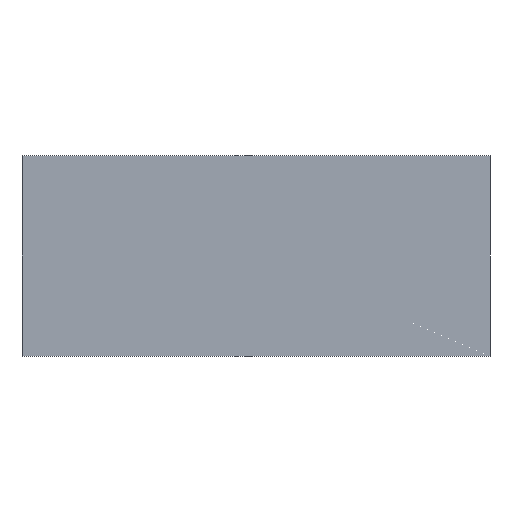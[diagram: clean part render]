
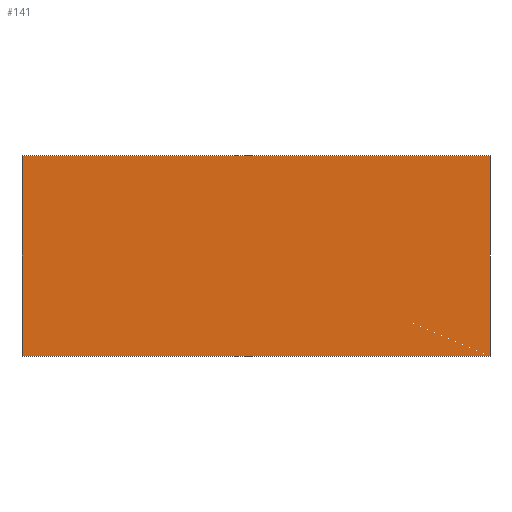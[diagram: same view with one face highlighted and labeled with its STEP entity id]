
A CAD part, front view. The second image highlights one B-rep face of the part: STEP entity #141.
In plain terms, the highlighted planar face has unit normal (0, -1, 0).
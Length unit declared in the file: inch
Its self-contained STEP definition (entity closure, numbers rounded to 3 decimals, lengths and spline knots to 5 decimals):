
#1 = CARTESIAN_POINT ( 'NONE',  ( -2.75591, 0., -1.1811 ) ) ;
#4 = LINE ( 'NONE', #16, #19 ) ;
#9 = ORIENTED_EDGE ( 'NONE', *, *, #54, .F. ) ;
#14 = CARTESIAN_POINT ( 'NONE',  ( 2.75591, 0., 1.1811 ) ) ;
#16 = CARTESIAN_POINT ( 'NONE',  ( -2.75591, 0., 1.1811 ) ) ;
#19 = VECTOR ( 'NONE', #32, 39.37008 ) ;
#20 = CARTESIAN_POINT ( 'NONE',  ( -2.75591, 0., 1.1811 ) ) ;
#25 = VERTEX_POINT ( 'NONE', #115 ) ;
#28 = DIRECTION ( 'NONE',  ( 0., 0., -1. ) ) ;
#32 = DIRECTION ( 'NONE',  ( 1., 0., 0. ) ) ;
#35 = ORIENTED_EDGE ( 'NONE', *, *, #147, .F. ) ;
#48 = CARTESIAN_POINT ( 'NONE',  ( 0., 0., 0. ) ) ;
#54 = EDGE_CURVE ( 'NONE', #186, #25, #187, .T. ) ;
#60 = CARTESIAN_POINT ( 'NONE',  ( -2.75591, 0., 1.1811 ) ) ;
#65 = DIRECTION ( 'NONE',  ( 0., 0., 1. ) ) ;
#67 = VERTEX_POINT ( 'NONE', #60 ) ;
#76 = CARTESIAN_POINT ( 'NONE',  ( 2.75591, 0., 1.1811 ) ) ;
#80 = FACE_OUTER_BOUND ( 'NONE', #139, .T. ) ;
#85 = DIRECTION ( 'NONE',  ( 0., -1., 0. ) ) ;
#91 = VERTEX_POINT ( 'NONE', #199 ) ;
#101 = AXIS2_PLACEMENT_3D ( 'NONE', #48, #85, #120 ) ;
#113 = ORIENTED_EDGE ( 'NONE', *, *, #177, .F. ) ;
#115 = CARTESIAN_POINT ( 'NONE',  ( 2.75591, 0., -1.1811 ) ) ;
#120 = DIRECTION ( 'NONE',  ( 0., 0., -1. ) ) ;
#123 = PLANE ( 'NONE',  #101 ) ;
#126 = VECTOR ( 'NONE', #65, 39.37008 ) ;
#127 = EDGE_CURVE ( 'NONE', #67, #186, #4, .T. ) ;
#128 = VECTOR ( 'NONE', #28, 39.37008 ) ;
#139 = EDGE_LOOP ( 'NONE', ( #9, #188, #35, #113 ) ) ;
#140 = VECTOR ( 'NONE', #156, 39.37008 ) ;
#141 = ADVANCED_FACE ( 'NONE', ( #80 ), #123, .T. ) ;
#147 = EDGE_CURVE ( 'NONE', #91, #67, #175, .T. ) ;
#156 = DIRECTION ( 'NONE',  ( -1., 0., 0. ) ) ;
#175 = LINE ( 'NONE', #20, #126 ) ;
#177 = EDGE_CURVE ( 'NONE', #25, #91, #196, .T. ) ;
#186 = VERTEX_POINT ( 'NONE', #76 ) ;
#187 = LINE ( 'NONE', #14, #128 ) ;
#188 = ORIENTED_EDGE ( 'NONE', *, *, #127, .F. ) ;
#196 = LINE ( 'NONE', #1, #140 ) ;
#199 = CARTESIAN_POINT ( 'NONE',  ( -2.75591, 0., -1.1811 ) ) ;
